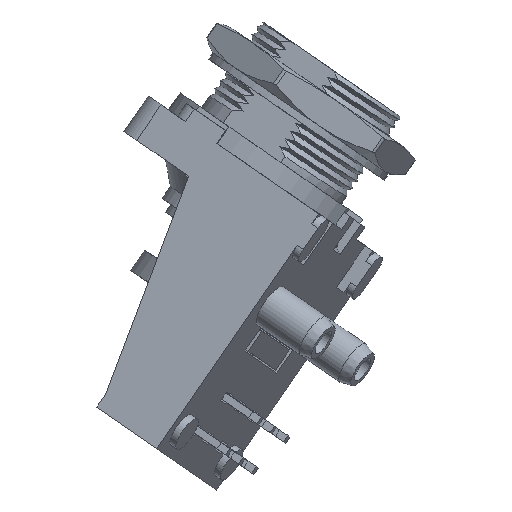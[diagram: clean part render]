
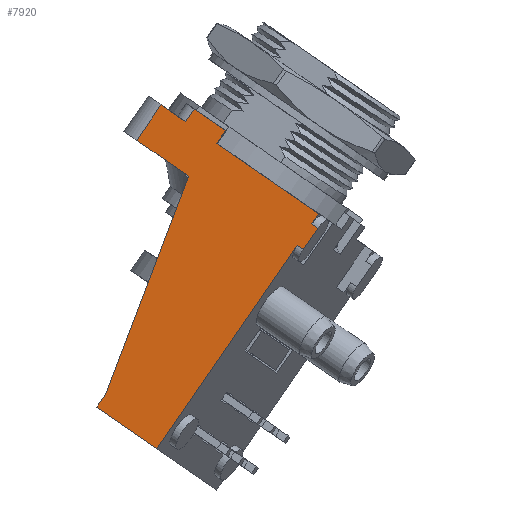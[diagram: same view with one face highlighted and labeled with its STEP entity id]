
A CAD part, left-side view. The second image highlights one B-rep face of the part: STEP entity #7920.
In plain terms, the highlighted planar face has unit normal (-0.952, 0.253, 0.174).
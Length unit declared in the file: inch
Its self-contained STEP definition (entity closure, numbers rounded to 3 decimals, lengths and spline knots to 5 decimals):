
#5990=CARTESIAN_POINT('',(-0.15057,-0.04954,0.2368));
#5991=VERTEX_POINT('',#5990);
#6009=CARTESIAN_POINT('',(-0.14452,-0.03412,0.24744));
#6010=VERTEX_POINT('',#6009);
#6018=CARTESIAN_POINT('',(-0.14452,-0.03412,0.24744));
#6019=DIRECTION('',(-0.307,-0.783,-0.541));
#6020=VECTOR('',#6019,0.01969);
#6021=LINE('',#6018,#6020);
#6022=EDGE_CURVE('',#6010,#5991,#6021,.T.);
#6032=CARTESIAN_POINT('',(-0.15057,-0.01152,0.18172));
#6033=VERTEX_POINT('',#6032);
#6041=CARTESIAN_POINT('',(-0.14452,0.0039,0.19236));
#6042=VERTEX_POINT('',#6041);
#6043=CARTESIAN_POINT('',(-0.14452,0.0039,0.19236));
#6044=DIRECTION('',(-0.307,-0.783,-0.541));
#6045=VECTOR('',#6044,0.01969);
#6046=LINE('',#6043,#6045);
#6047=EDGE_CURVE('',#6042,#6033,#6046,.T.);
#6066=CARTESIAN_POINT('',(-0.15057,-0.01152,0.18172));
#6067=DIRECTION('',(0.,-0.568,0.823));
#6068=VECTOR('',#6067,0.06693);
#6069=LINE('',#6066,#6068);
#6070=EDGE_CURVE('',#6033,#5991,#6069,.T.);
#6244=CARTESIAN_POINT('',(-0.14452,-0.05201,0.27337));
#6245=VERTEX_POINT('',#6244);
#6252=CARTESIAN_POINT('',(-0.14452,-0.05201,0.27337));
#6253=DIRECTION('',(0.,0.568,-0.823));
#6254=VECTOR('',#6253,0.0315);
#6255=LINE('',#6252,#6254);
#6256=EDGE_CURVE('',#6245,#6010,#6255,.T.);
#6283=CARTESIAN_POINT('',(-0.14452,0.36394,-0.32932));
#6284=VERTEX_POINT('',#6283);
#6285=CARTESIAN_POINT('',(-0.14452,0.0039,0.19236));
#6286=DIRECTION('',(0.,0.568,-0.823));
#6287=VECTOR('',#6286,0.63386);
#6288=LINE('',#6285,#6287);
#6289=EDGE_CURVE('',#6042,#6284,#6288,.T.);
#6916=CARTESIAN_POINT('',(-0.0102,0.26823,0.54221));
#6917=VERTEX_POINT('',#6916);
#6935=CARTESIAN_POINT('',(-0.0102,0.29059,0.50981));
#6936=VERTEX_POINT('',#6935);
#6944=CARTESIAN_POINT('',(-0.0102,0.29059,0.50981));
#6945=DIRECTION('',(0.,-0.568,0.823));
#6946=VECTOR('',#6945,0.03937);
#6947=LINE('',#6944,#6946);
#6948=EDGE_CURVE('',#6936,#6917,#6947,.T.);
#6989=CARTESIAN_POINT('',(-0.04176,0.18774,0.48667));
#6990=VERTEX_POINT('',#6989);
#6997=CARTESIAN_POINT('',(-0.04176,0.21011,0.45426));
#6998=VERTEX_POINT('',#6997);
#6999=CARTESIAN_POINT('',(-0.04176,0.21011,0.45426));
#7000=DIRECTION('',(0.,-0.568,0.823));
#7001=VECTOR('',#7000,0.03937);
#7002=LINE('',#6999,#7001);
#7003=EDGE_CURVE('',#6998,#6990,#7002,.T.);
#7020=CARTESIAN_POINT('',(-0.04176,0.18774,0.48667));
#7021=DIRECTION('',(0.307,0.783,0.541));
#7022=VECTOR('',#7021,0.10276);
#7023=LINE('',#7020,#7022);
#7024=EDGE_CURVE('',#6990,#6917,#7023,.T.);
#7161=CARTESIAN_POINT('',(-0.04176,0.21011,0.45426));
#7162=DIRECTION('',(-0.307,-0.783,-0.541));
#7163=VECTOR('',#7162,0.33465);
#7164=LINE('',#7161,#7163);
#7165=EDGE_CURVE('',#6998,#6245,#7164,.T.);
#7186=CARTESIAN_POINT('',(0.01428,0.35304,0.55291));
#7187=VERTEX_POINT('',#7186);
#7195=CARTESIAN_POINT('',(0.01428,0.35304,0.55291));
#7196=DIRECTION('',(-0.307,-0.783,-0.541));
#7197=VECTOR('',#7196,0.07972);
#7198=LINE('',#7195,#7197);
#7199=EDGE_CURVE('',#7187,#6936,#7198,.T.);
#7276=CARTESIAN_POINT('',(0.01428,0.41565,0.46218));
#7277=VERTEX_POINT('',#7276);
#7285=CARTESIAN_POINT('',(0.01428,0.41565,0.46218));
#7286=DIRECTION('',(0.,-0.568,0.823));
#7287=VECTOR('',#7286,0.11024);
#7288=LINE('',#7285,#7287);
#7289=EDGE_CURVE('',#7277,#7187,#7288,.T.);
#7771=CARTESIAN_POINT('',(-0.08407,0.51812,-0.22291));
#7772=VERTEX_POINT('',#7771);
#7773=CARTESIAN_POINT('',(-0.14452,0.36394,-0.32932));
#7774=DIRECTION('',(0.307,0.783,0.541));
#7775=VECTOR('',#7774,0.19685);
#7776=LINE('',#7773,#7775);
#7777=EDGE_CURVE('',#6284,#7772,#7776,.T.);
#7840=CARTESIAN_POINT('',(-0.03801,0.28228,0.37013));
#7841=VERTEX_POINT('',#7840);
#7848=CARTESIAN_POINT('',(-0.03801,0.28228,0.37013));
#7849=DIRECTION('',(0.307,0.783,0.541));
#7850=VECTOR('',#7849,0.17028);
#7851=LINE('',#7848,#7850);
#7852=EDGE_CURVE('',#7841,#7277,#7851,.T.);
#7863=CARTESIAN_POINT('',(-0.08407,0.49576,-0.19051));
#7864=VERTEX_POINT('',#7863);
#7871=CARTESIAN_POINT('',(-0.08407,0.49576,-0.19051));
#7872=DIRECTION('',(0.077,-0.355,0.932));
#7873=VECTOR('',#7872,0.60167);
#7874=LINE('',#7871,#7873);
#7875=EDGE_CURVE('',#7864,#7841,#7874,.T.);
#7888=CARTESIAN_POINT('',(-0.08407,0.51812,-0.22291));
#7889=DIRECTION('',(0.,-0.568,0.823));
#7890=VECTOR('',#7889,0.03937);
#7891=LINE('',#7888,#7890);
#7892=EDGE_CURVE('',#7772,#7864,#7891,.T.);
#7898=CARTESIAN_POINT('',(-0.07969,0.2765,0.15114));
#7899=DIRECTION('',(-0.952,0.253,0.174));
#7900=DIRECTION('',(0.,-0.568,0.823));
#7901=AXIS2_PLACEMENT_3D('',#7898,#7899,#7900);
#7902=PLANE('',#7901);
#7903=ORIENTED_EDGE('',*,*,#7289,.F.);
#7904=ORIENTED_EDGE('',*,*,#7852,.F.);
#7905=ORIENTED_EDGE('',*,*,#7875,.F.);
#7906=ORIENTED_EDGE('',*,*,#7892,.F.);
#7907=ORIENTED_EDGE('',*,*,#7777,.F.);
#7908=ORIENTED_EDGE('',*,*,#6289,.F.);
#7909=ORIENTED_EDGE('',*,*,#6047,.T.);
#7910=ORIENTED_EDGE('',*,*,#6070,.T.);
#7911=ORIENTED_EDGE('',*,*,#6022,.F.);
#7912=ORIENTED_EDGE('',*,*,#6256,.F.);
#7913=ORIENTED_EDGE('',*,*,#7165,.F.);
#7914=ORIENTED_EDGE('',*,*,#7003,.T.);
#7915=ORIENTED_EDGE('',*,*,#7024,.T.);
#7916=ORIENTED_EDGE('',*,*,#6948,.F.);
#7917=ORIENTED_EDGE('',*,*,#7199,.F.);
#7918=EDGE_LOOP('',(#7903,#7904,#7905,#7906,#7907,#7908,#7909,#7910,#7911,#7912,#7913,#7914,#7915,#7916,#7917));
#7919=FACE_OUTER_BOUND('',#7918,.T.);
#7920=ADVANCED_FACE('',(#7919),#7902,.T.);
